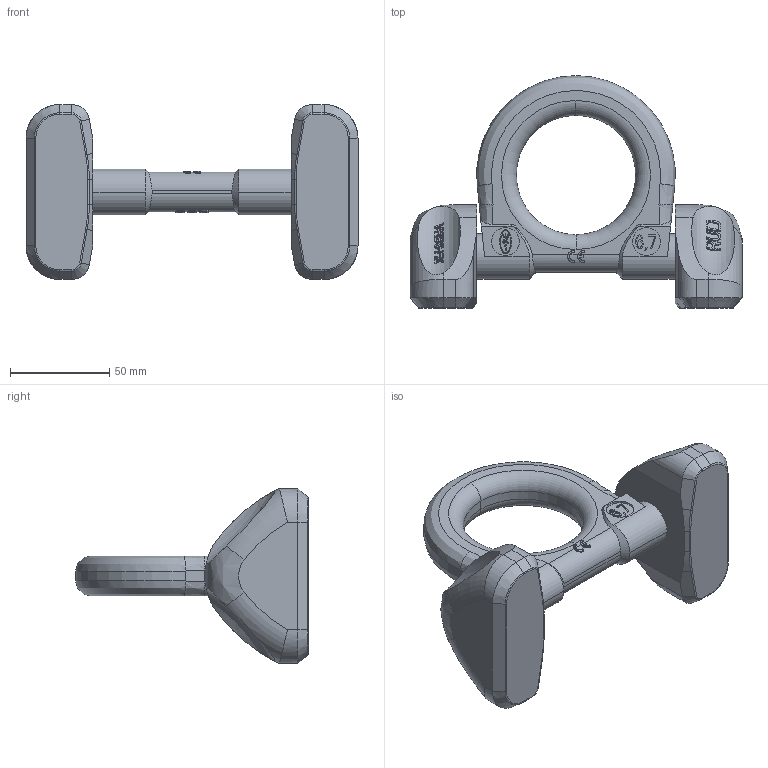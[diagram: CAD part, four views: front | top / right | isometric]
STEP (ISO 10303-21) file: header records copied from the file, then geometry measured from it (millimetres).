
FILE_DESCRIPTION((''),'2;1');
FILE_NAME('001-M33750-P1_ASM','2011-08-25T',('Marcel.Bux'),(''),'PRO/ENGINEER BY PARAMETRIC TECHNOLOGY CORPORATION, 2010140','PRO/ENGINEER BY PARAMETRIC TECHNOLOGY CORPORATION, 2010140','');
FILE_SCHEMA(('CONFIG_CONTROL_DESIGN'));
Length unit declared in the file: millimetre
Products named in the file (3): 001-M32129-P2; 001-M33750-P11; 001-M33750-P1_ASM
Assembly tree (3 placements, depth 2):
  001-M33750-P1_ASM
    001-M32129-P2
    001-M33750-P11  x2
Bounding box: 167 x 117 x 88 mm (x, y, z)
Volume: 306748.4 mm3; surface area: 51322.7 mm2
Topology: 3 solids, 3 shells, 934 faces, 2576 edges, 1700 vertices
Faces by surface type: plane 723, cylinder 73, torus 60, extrusion 52, cone 14, bspline 12
Entity records: 23192 total; most frequent: CARTESIAN_POINT 7749, ORIENTED_EDGE 3530, DIRECTION 2642, EDGE_CURVE 1765, VERTEX_POINT 1166, VECTOR 1006, LINE 954, AXIS2_PLACEMENT_3D 818
